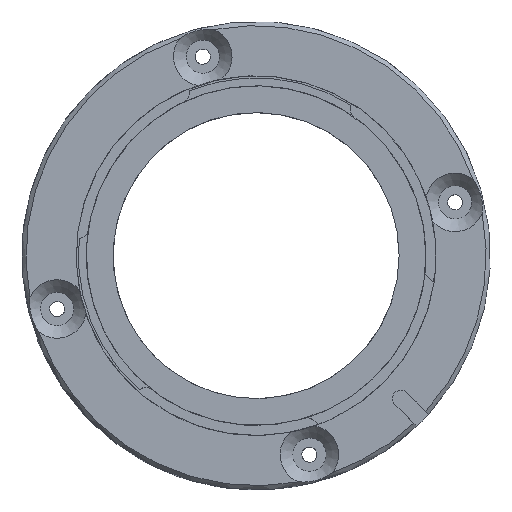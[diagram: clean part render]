
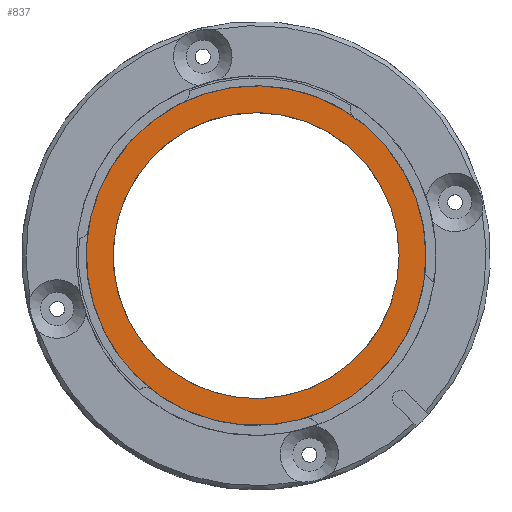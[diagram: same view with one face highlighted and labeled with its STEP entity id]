
A CAD part, top view. The second image highlights one B-rep face of the part: STEP entity #837.
In plain terms, the highlighted planar face has unit normal (0, 0, 1).
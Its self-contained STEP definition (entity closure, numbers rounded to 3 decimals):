
#265=ORIENTED_EDGE('',*,*,#444,.T.);
#266=ORIENTED_EDGE('',*,*,#453,.T.);
#444=EDGE_CURVE('',#543,#543,#611,.T.);
#453=EDGE_CURVE('',#550,#550,#617,.T.);
#543=VERTEX_POINT('',#1439);
#550=VERTEX_POINT('',#1457);
#611=CIRCLE('',#940,20.3);
#617=CIRCLE('',#948,17.1);
#666=EDGE_LOOP('',(#265));
#667=EDGE_LOOP('',(#266));
#741=FACE_BOUND('',#666,.T.);
#742=FACE_BOUND('',#667,.T.);
#798=PLANE('',#947);
#837=ADVANCED_FACE('',(#741,#742),#798,.T.);
#940=AXIS2_PLACEMENT_3D('',#1438,#1145,#1146);
#947=AXIS2_PLACEMENT_3D('',#1455,#1162,#1163);
#948=AXIS2_PLACEMENT_3D('',#1456,#1164,#1165);
#1145=DIRECTION('',(0.,0.,1.));
#1146=DIRECTION('',(1.,0.,0.));
#1162=DIRECTION('',(0.,0.,1.));
#1163=DIRECTION('',(-0.747,-0.664,0.));
#1164=DIRECTION('',(0.,0.,-1.));
#1165=DIRECTION('',(0.024,1.,0.));
#1438=CARTESIAN_POINT('',(0.,0.,32.596));
#1439=CARTESIAN_POINT('',(20.3,0.,32.596));
#1455=CARTESIAN_POINT('',(0.,0.,32.596));
#1456=CARTESIAN_POINT('',(0.,0.,32.596));
#1457=CARTESIAN_POINT('',(0.406,17.095,32.596));
